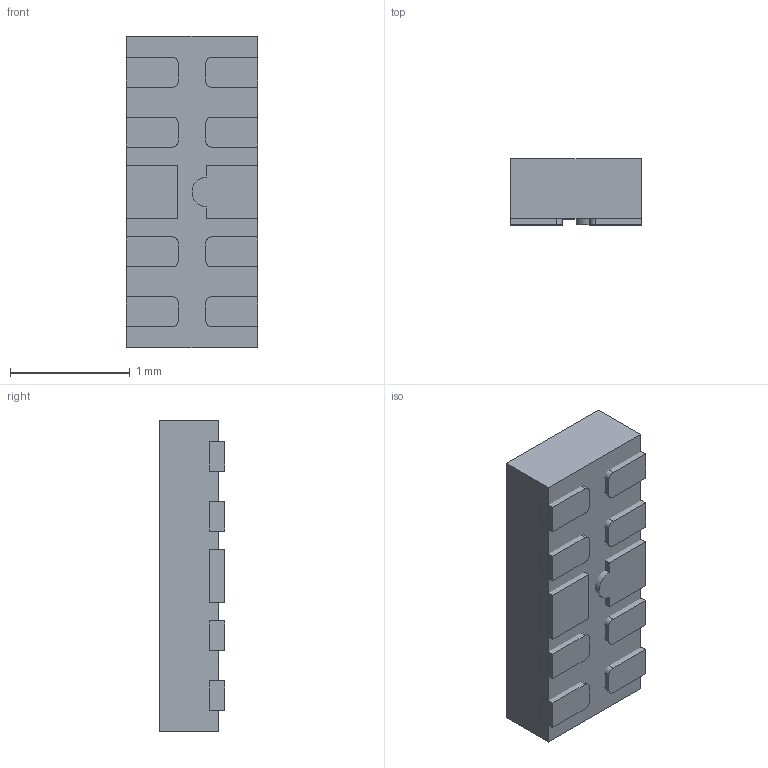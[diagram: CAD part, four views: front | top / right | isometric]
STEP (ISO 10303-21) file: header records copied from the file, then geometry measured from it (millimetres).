
FILE_DESCRIPTION (( 'STEP AP214' ), '1' );
FILE_NAME ('4D44533E-BF78-4D29-9FA3-7380CA64325C.STEP', '2024-10-14T15:06:48', ( '' ), ( '' ), 'SwSTEP 2.0', 'SolidWorks 2022', '' );
FILE_SCHEMA (( 'AUTOMOTIVE_DESIGN' ));
Length unit declared in the file: millimetre
Products named in the file (1): 4D44533E-BF78-4D29-9FA3-7380CA64325C
Bounding box: 1.1 x 0.55 x 2.6 mm (x, y, z)
Volume: 1.6 mm3; surface area: 13.8 mm2
Topology: 11 solids, 11 shells, 87 faces, 192 edges, 128 vertices
Faces by surface type: plane 68, cylinder 17, cone 2
Entity records: 3399 total; most frequent: CARTESIAN_POINT 408, DIRECTION 406, ORIENTED_EDGE 384, EDGE_CURVE 192, LINE 154, VECTOR 154, VERTEX_POINT 128, AXIS2_PLACEMENT_3D 126
